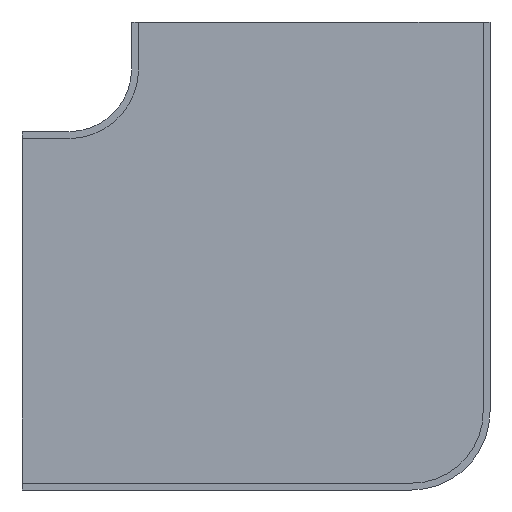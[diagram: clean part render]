
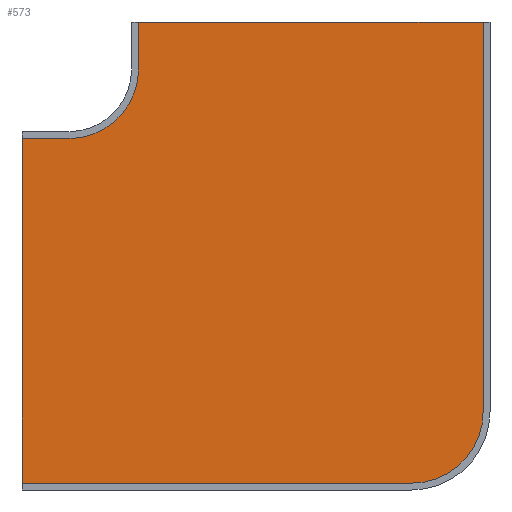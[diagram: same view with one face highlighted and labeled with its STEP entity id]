
A CAD part, front view. The second image highlights one B-rep face of the part: STEP entity #573.
In plain terms, the highlighted planar face has unit normal (0, -1, 0).
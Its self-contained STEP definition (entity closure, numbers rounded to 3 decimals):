
#4 = DIRECTION ( 'NONE',  ( 0., 0., 1. ) ) ;
#19 = DIRECTION ( 'NONE',  ( 0., -1., 0. ) ) ;
#34 = CARTESIAN_POINT ( 'NONE',  ( 72.5, 29.15, -49.7 ) ) ;
#38 = DIRECTION ( 'NONE',  ( 1., 0., 0. ) ) ;
#42 = CARTESIAN_POINT ( 'NONE',  ( -74.7, 29.15, 39.7 ) ) ;
#46 = DIRECTION ( 'NONE',  ( 0., 0., -1. ) ) ;
#57 = CARTESIAN_POINT ( 'NONE',  ( -74.7, 29.15, 37.5 ) ) ;
#64 = VECTOR ( 'NONE', #46, 1000. ) ;
#69 = DIRECTION ( 'NONE',  ( 0., 1., 0. ) ) ;
#72 = VECTOR ( 'NONE', #38, 1000. ) ;
#94 = CIRCLE ( 'NONE', #187, 22.8 ) ;
#99 = CARTESIAN_POINT ( 'NONE',  ( 49.7, 29.15, -49.7 ) ) ;
#100 = LINE ( 'NONE', #42, #103 ) ;
#103 = VECTOR ( 'NONE', #226, 1000. ) ;
#106 = VECTOR ( 'NONE', #447, 1000. ) ;
#108 = LINE ( 'NONE', #453, #106 ) ;
#115 = CARTESIAN_POINT ( 'NONE',  ( -59.7, 29.15, 37.5 ) ) ;
#130 = DIRECTION ( 'NONE',  ( 0., 0., 1. ) ) ;
#143 = EDGE_CURVE ( 'NONE', #193, #333, #284, .T. ) ;
#145 = CARTESIAN_POINT ( 'NONE',  ( -74.7, 29.15, 37.5 ) ) ;
#146 = LINE ( 'NONE', #582, #64 ) ;
#147 = EDGE_CURVE ( 'NONE', #596, #438, #309, .T. ) ;
#152 = LINE ( 'NONE', #57, #72 ) ;
#160 = CARTESIAN_POINT ( 'NONE',  ( 49.7, 29.15, -49.7 ) ) ;
#172 = CARTESIAN_POINT ( 'NONE',  ( 72.5, 29.15, 74.7 ) ) ;
#182 = FACE_OUTER_BOUND ( 'NONE', #246, .T. ) ;
#187 = AXIS2_PLACEMENT_3D ( 'NONE', #160, #291, #4 ) ;
#190 = EDGE_CURVE ( 'NONE', #377, #369, #604, .T. ) ;
#193 = VERTEX_POINT ( 'NONE', #385 ) ;
#226 = DIRECTION ( 'NONE',  ( 0., 0., 1. ) ) ;
#232 = EDGE_CURVE ( 'NONE', #268, #596, #152, .T. ) ;
#242 = EDGE_CURVE ( 'NONE', #333, #300, #146, .T. ) ;
#246 = EDGE_LOOP ( 'NONE', ( #439, #496, #440, #285, #372, #431, #271, #302 ) ) ;
#266 = PLANE ( 'NONE',  #394 ) ;
#268 = VERTEX_POINT ( 'NONE', #145 ) ;
#271 = ORIENTED_EDGE ( 'NONE', *, *, #232, .F. ) ;
#283 = VECTOR ( 'NONE', #467, 1000. ) ;
#284 = LINE ( 'NONE', #392, #283 ) ;
#285 = ORIENTED_EDGE ( 'NONE', *, *, #143, .F. ) ;
#291 = DIRECTION ( 'NONE',  ( 0., 1., 0. ) ) ;
#300 = VERTEX_POINT ( 'NONE', #34 ) ;
#302 = ORIENTED_EDGE ( 'NONE', *, *, #462, .F. ) ;
#309 = CIRCLE ( 'NONE', #466, 22.2 ) ;
#333 = VERTEX_POINT ( 'NONE', #172 ) ;
#369 = VERTEX_POINT ( 'NONE', #460 ) ;
#372 = ORIENTED_EDGE ( 'NONE', *, *, #455, .F. ) ;
#377 = VERTEX_POINT ( 'NONE', #515 ) ;
#383 = DIRECTION ( 'NONE',  ( -1., 0., 0. ) ) ;
#384 = EDGE_CURVE ( 'NONE', #300, #377, #94, .T. ) ;
#385 = CARTESIAN_POINT ( 'NONE',  ( -37.5, 29.15, 74.7 ) ) ;
#392 = CARTESIAN_POINT ( 'NONE',  ( -39.7, 29.15, 74.7 ) ) ;
#394 = AXIS2_PLACEMENT_3D ( 'NONE', #99, #69, #130 ) ;
#407 = CARTESIAN_POINT ( 'NONE',  ( -59.7, 29.15, 59.7 ) ) ;
#411 = CARTESIAN_POINT ( 'NONE',  ( -74.7, 29.15, -72.5 ) ) ;
#431 = ORIENTED_EDGE ( 'NONE', *, *, #147, .F. ) ;
#438 = VERTEX_POINT ( 'NONE', #569 ) ;
#439 = ORIENTED_EDGE ( 'NONE', *, *, #190, .F. ) ;
#440 = ORIENTED_EDGE ( 'NONE', *, *, #242, .F. ) ;
#447 = DIRECTION ( 'NONE',  ( 0., 0., 1. ) ) ;
#453 = CARTESIAN_POINT ( 'NONE',  ( -37.5, 29.15, 59.7 ) ) ;
#455 = EDGE_CURVE ( 'NONE', #438, #193, #108, .T. ) ;
#460 = CARTESIAN_POINT ( 'NONE',  ( -74.7, 29.15, -72.5 ) ) ;
#462 = EDGE_CURVE ( 'NONE', #369, #268, #100, .T. ) ;
#466 = AXIS2_PLACEMENT_3D ( 'NONE', #407, #19, #468 ) ;
#467 = DIRECTION ( 'NONE',  ( 1., 0., 0. ) ) ;
#468 = DIRECTION ( 'NONE',  ( 0., 0., 1. ) ) ;
#471 = VECTOR ( 'NONE', #383, 1000. ) ;
#496 = ORIENTED_EDGE ( 'NONE', *, *, #384, .F. ) ;
#515 = CARTESIAN_POINT ( 'NONE',  ( 49.7, 29.15, -72.5 ) ) ;
#569 = CARTESIAN_POINT ( 'NONE',  ( -37.5, 29.15, 59.7 ) ) ;
#573 = ADVANCED_FACE ( 'NONE', ( #182 ), #266, .F. ) ;
#582 = CARTESIAN_POINT ( 'NONE',  ( 72.5, 29.15, 74.7 ) ) ;
#596 = VERTEX_POINT ( 'NONE', #115 ) ;
#604 = LINE ( 'NONE', #411, #471 ) ;
